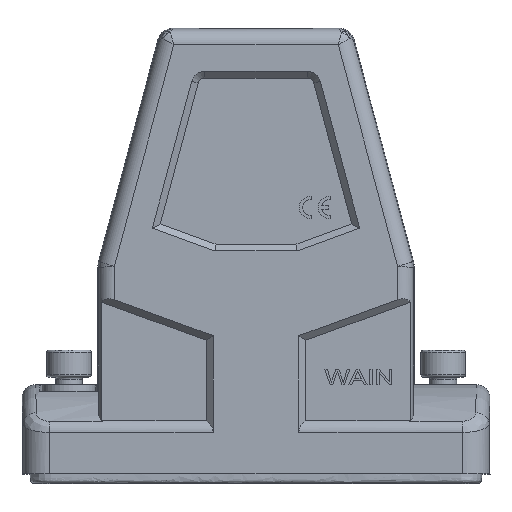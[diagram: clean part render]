
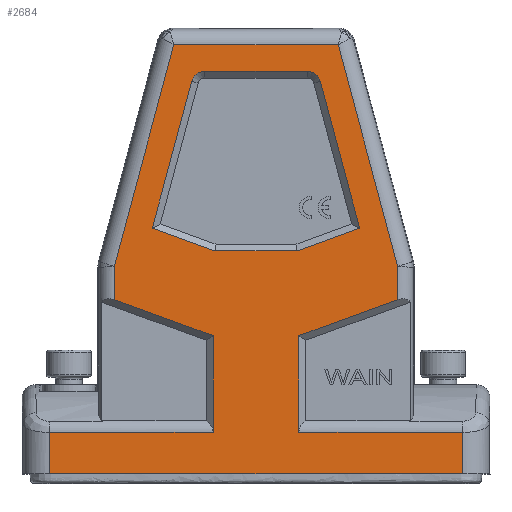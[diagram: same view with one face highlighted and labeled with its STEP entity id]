
A CAD part, top view. The second image highlights one B-rep face of the part: STEP entity #2684.
In plain terms, the highlighted planar face has unit normal (0, 0, 1).
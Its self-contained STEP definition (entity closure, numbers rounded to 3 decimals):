
#450=B_SPLINE_CURVE_WITH_KNOTS('',3,(#19218,#19219,#19220,#19221),
 .UNSPECIFIED.,.F.,.F.,(4,4),(0.,1.),.UNSPECIFIED.);
#454=B_SPLINE_CURVE_WITH_KNOTS('',3,(#19252,#19253,#19254,#19255),
 .UNSPECIFIED.,.F.,.F.,(4,4),(0.,1.),.UNSPECIFIED.);
#486=B_SPLINE_CURVE_WITH_KNOTS('',3,(#19663,#19664,#19665,#19666),
 .UNSPECIFIED.,.F.,.F.,(4,4),(0.,1.),.UNSPECIFIED.);
#488=B_SPLINE_CURVE_WITH_KNOTS('',3,(#19712,#19713,#19714,#19715),
 .UNSPECIFIED.,.F.,.F.,(4,4),(0.,1.),.UNSPECIFIED.);
#495=B_SPLINE_CURVE_WITH_KNOTS('',3,(#19830,#19831,#19832,#19833),
 .UNSPECIFIED.,.F.,.F.,(4,4),(0.,1.),.UNSPECIFIED.);
#499=B_SPLINE_CURVE_WITH_KNOTS('',3,(#19854,#19855,#19856,#19857),
 .UNSPECIFIED.,.F.,.F.,(4,4),(0.,1.),.UNSPECIFIED.);
#500=B_SPLINE_CURVE_WITH_KNOTS('',3,(#19879,#19880,#19881,#19882),
 .UNSPECIFIED.,.F.,.F.,(4,4),(0.,1.),.UNSPECIFIED.);
#1279=LINE('',#18237,#1822);
#1280=LINE('',#18239,#1823);
#1287=LINE('',#18388,#1830);
#1289=LINE('',#18498,#1832);
#1300=LINE('',#18716,#1843);
#1405=LINE('',#19216,#1948);
#1430=LINE('',#19640,#1973);
#1431=LINE('',#19726,#1974);
#1462=LINE('',#19866,#2005);
#1463=LINE('',#19868,#2006);
#1467=LINE('',#19875,#2010);
#1469=LINE('',#19884,#2012);
#1470=LINE('',#19886,#2013);
#1822=VECTOR('',#9778,1.);
#1823=VECTOR('',#9781,1.);
#1830=VECTOR('',#9808,1.);
#1832=VECTOR('',#9818,1.);
#1843=VECTOR('',#9865,1.);
#1948=VECTOR('',#10074,1.);
#1973=VECTOR('',#10157,1.);
#1974=VECTOR('',#10166,1.);
#2005=VECTOR('',#10259,1.);
#2006=VECTOR('',#10262,1.);
#2010=VECTOR('',#10268,1.);
#2012=VECTOR('',#10276,1.);
#2013=VECTOR('',#10277,1.);
#2684=ADVANCED_FACE('',(#2984,#2985),#2901,.T.);
#2901=PLANE('',#8495);
#2984=FACE_BOUND('',#3485,.T.);
#2985=FACE_BOUND('',#3486,.T.);
#3485=EDGE_LOOP('',(#5677,#5678,#5679,#5680,#5681,#5682,#5683,#5684));
#3486=EDGE_LOOP('',(#5685,#5686,#5687,#5688,#5689,#5690,#5691,#5692,#5693,
#5694,#5695,#5696,#5697,#5698));
#5677=ORIENTED_EDGE('',*,*,#7605,.F.);
#5678=ORIENTED_EDGE('',*,*,#7608,.T.);
#5679=ORIENTED_EDGE('',*,*,#7611,.F.);
#5680=ORIENTED_EDGE('',*,*,#7614,.T.);
#5681=ORIENTED_EDGE('',*,*,#7623,.F.);
#5682=ORIENTED_EDGE('',*,*,#7619,.T.);
#5683=ORIENTED_EDGE('',*,*,#7618,.T.);
#5684=ORIENTED_EDGE('',*,*,#7625,.T.);
#5685=ORIENTED_EDGE('',*,*,#7563,.T.);
#5686=ORIENTED_EDGE('',*,*,#7561,.T.);
#5687=ORIENTED_EDGE('',*,*,#7558,.F.);
#5688=ORIENTED_EDGE('',*,*,#7498,.T.);
#5689=ORIENTED_EDGE('',*,*,#7493,.T.);
#5690=ORIENTED_EDGE('',*,*,#7492,.F.);
#5691=ORIENTED_EDGE('',*,*,#7626,.F.);
#5692=ORIENTED_EDGE('',*,*,#7627,.T.);
#5693=ORIENTED_EDGE('',*,*,#7348,.F.);
#5694=ORIENTED_EDGE('',*,*,#7317,.T.);
#5695=ORIENTED_EDGE('',*,*,#7306,.F.);
#5696=ORIENTED_EDGE('',*,*,#7284,.T.);
#5697=ORIENTED_EDGE('',*,*,#7283,.T.);
#5698=ORIENTED_EDGE('',*,*,#7565,.F.);
#6285=VERTEX_POINT('',#18234);
#6286=VERTEX_POINT('',#18236);
#6287=VERTEX_POINT('',#18240);
#6300=VERTEX_POINT('',#18389);
#6304=VERTEX_POINT('',#18491);
#6319=VERTEX_POINT('',#18717);
#6413=VERTEX_POINT('',#19213);
#6414=VERTEX_POINT('',#19215);
#6415=VERTEX_POINT('',#19222);
#6419=VERTEX_POINT('',#19256);
#6456=VERTEX_POINT('',#19641);
#6457=VERTEX_POINT('',#19662);
#6458=VERTEX_POINT('',#19716);
#6483=VERTEX_POINT('',#19806);
#6486=VERTEX_POINT('',#19817);
#6488=VERTEX_POINT('',#19829);
#6490=VERTEX_POINT('',#19844);
#6492=VERTEX_POINT('',#19853);
#6493=VERTEX_POINT('',#19860);
#6496=VERTEX_POINT('',#19865);
#6497=VERTEX_POINT('',#19869);
#6499=VERTEX_POINT('',#19885);
#7283=EDGE_CURVE('',#6285,#6286,#1279,.T.);
#7284=EDGE_CURVE('',#6287,#6285,#1280,.T.);
#7306=EDGE_CURVE('',#6287,#6300,#1287,.T.);
#7317=EDGE_CURVE('',#6304,#6300,#1289,.T.);
#7348=EDGE_CURVE('',#6304,#6319,#1300,.T.);
#7492=EDGE_CURVE('',#6414,#6413,#1405,.T.);
#7493=EDGE_CURVE('',#6415,#6413,#450,.T.);
#7498=EDGE_CURVE('',#6419,#6415,#454,.T.);
#7558=EDGE_CURVE('',#6419,#6456,#1430,.T.);
#7561=EDGE_CURVE('',#6457,#6456,#486,.T.);
#7563=EDGE_CURVE('',#6458,#6457,#488,.T.);
#7565=EDGE_CURVE('',#6458,#6286,#1431,.T.);
#7605=EDGE_CURVE('',#6486,#6483,#7874,.T.);
#7608=EDGE_CURVE('',#6486,#6488,#495,.T.);
#7611=EDGE_CURVE('',#6490,#6488,#7875,.T.);
#7614=EDGE_CURVE('',#6490,#6492,#499,.T.);
#7618=EDGE_CURVE('',#6493,#6496,#1462,.T.);
#7619=EDGE_CURVE('',#6497,#6493,#1463,.T.);
#7623=EDGE_CURVE('',#6497,#6492,#1467,.T.);
#7625=EDGE_CURVE('',#6496,#6483,#500,.T.);
#7626=EDGE_CURVE('',#6499,#6414,#1469,.T.);
#7627=EDGE_CURVE('',#6499,#6319,#1470,.T.);
#7874=CIRCLE('',#8484,3.);
#7875=CIRCLE('',#8487,3.);
#8484=AXIS2_PLACEMENT_3D('',#19818,#10243,#10244);
#8487=AXIS2_PLACEMENT_3D('',#19845,#10249,#10250);
#8495=AXIS2_PLACEMENT_3D('',#19887,#10278,#10279);
#9778=DIRECTION('',(0.94,-0.342,0.));
#9781=DIRECTION('',(0.,-1.,0.));
#9808=DIRECTION('',(0.259,0.966,0.));
#9818=DIRECTION('',(-1.,0.,0.));
#9865=DIRECTION('',(0.259,-0.966,0.));
#10074=DIRECTION('',(0.,-1.,0.));
#10157=DIRECTION('',(-1.,0.,0.));
#10166=DIRECTION('',(0.,1.,0.));
#10243=DIRECTION('',(0.,0.,1.));
#10244=DIRECTION('',(0.,1.,0.));
#10249=DIRECTION('',(0.,0.,1.));
#10250=DIRECTION('',(0.966,0.259,0.));
#10259=DIRECTION('',(-0.94,0.342,0.));
#10262=DIRECTION('',(-1.,0.,0.));
#10268=DIRECTION('',(0.94,0.342,0.));
#10276=DIRECTION('',(-0.94,-0.342,0.));
#10277=DIRECTION('',(0.,1.,0.));
#10278=DIRECTION('',(0.,0.,1.));
#10279=DIRECTION('',(1.,0.,0.));
#18234=CARTESIAN_POINT('',(-31.782,39.052,28.5));
#18236=CARTESIAN_POINT('',(-9.621,30.986,28.5));
#18237=CARTESIAN_POINT('',(-31.782,39.052,28.5));
#18239=CARTESIAN_POINT('',(-31.782,46.51,28.5));
#18240=CARTESIAN_POINT('',(-31.782,46.51,28.5));
#18388=CARTESIAN_POINT('',(-31.782,46.51,28.5));
#18389=CARTESIAN_POINT('',(-18.446,96.282,28.5));
#18491=CARTESIAN_POINT('',(18.446,96.282,28.5));
#18498=CARTESIAN_POINT('',(18.446,96.282,28.5));
#18716=CARTESIAN_POINT('',(18.446,96.282,28.5));
#18717=CARTESIAN_POINT('',(31.782,46.51,28.5));
#19213=CARTESIAN_POINT('',(9.621,9.285,28.5));
#19215=CARTESIAN_POINT('',(9.621,30.986,28.5));
#19216=CARTESIAN_POINT('',(9.621,30.986,28.5));
#19218=CARTESIAN_POINT('',(46.303,9.285,28.5));
#19219=CARTESIAN_POINT('',(34.076,9.285,28.5));
#19220=CARTESIAN_POINT('',(21.849,9.285,28.5));
#19221=CARTESIAN_POINT('',(9.621,9.285,28.5));
#19222=CARTESIAN_POINT('',(46.303,9.285,28.5));
#19252=CARTESIAN_POINT('',(46.303,0.,28.5));
#19253=CARTESIAN_POINT('',(46.303,3.095,28.5));
#19254=CARTESIAN_POINT('',(46.303,6.19,28.5));
#19255=CARTESIAN_POINT('',(46.303,9.285,28.5));
#19256=CARTESIAN_POINT('',(46.303,0.,28.5));
#19640=CARTESIAN_POINT('',(46.303,0.,28.5));
#19641=CARTESIAN_POINT('',(-46.303,0.,28.5));
#19662=CARTESIAN_POINT('',(-46.303,9.285,28.5));
#19663=CARTESIAN_POINT('',(-46.303,9.285,28.5));
#19664=CARTESIAN_POINT('',(-46.303,6.19,28.5));
#19665=CARTESIAN_POINT('',(-46.303,3.095,28.5));
#19666=CARTESIAN_POINT('',(-46.303,0.,28.5));
#19712=CARTESIAN_POINT('',(-9.621,9.285,28.5));
#19713=CARTESIAN_POINT('',(-21.849,9.285,28.5));
#19714=CARTESIAN_POINT('',(-34.076,9.285,28.5));
#19715=CARTESIAN_POINT('',(-46.303,9.285,28.5));
#19716=CARTESIAN_POINT('',(-9.621,9.285,28.5));
#19726=CARTESIAN_POINT('',(-9.621,9.285,28.5));
#19806=CARTESIAN_POINT('',(-14.437,88.059,28.5));
#19817=CARTESIAN_POINT('',(-11.54,90.282,28.5));
#19818=CARTESIAN_POINT('',(-11.54,87.282,28.5));
#19829=CARTESIAN_POINT('',(11.54,90.282,28.5));
#19830=CARTESIAN_POINT('',(-11.54,90.282,28.5));
#19831=CARTESIAN_POINT('',(-3.847,90.282,28.5));
#19832=CARTESIAN_POINT('',(3.847,90.282,28.5));
#19833=CARTESIAN_POINT('',(11.54,90.282,28.5));
#19844=CARTESIAN_POINT('',(14.437,88.059,28.5));
#19845=CARTESIAN_POINT('',(11.54,87.282,28.5));
#19853=CARTESIAN_POINT('',(23.266,55.107,28.5));
#19854=CARTESIAN_POINT('',(14.437,88.059,28.5));
#19855=CARTESIAN_POINT('',(17.38,77.075,28.5));
#19856=CARTESIAN_POINT('',(20.323,66.091,28.5));
#19857=CARTESIAN_POINT('',(23.266,55.107,28.5));
#19860=CARTESIAN_POINT('',(-9.234,50.,28.5));
#19865=CARTESIAN_POINT('',(-23.266,55.107,28.5));
#19866=CARTESIAN_POINT('',(-9.234,50.,28.5));
#19868=CARTESIAN_POINT('',(9.234,50.,28.5));
#19869=CARTESIAN_POINT('',(9.234,50.,28.5));
#19875=CARTESIAN_POINT('',(9.234,50.,28.5));
#19879=CARTESIAN_POINT('',(-23.266,55.107,28.5));
#19880=CARTESIAN_POINT('',(-20.323,66.091,28.5));
#19881=CARTESIAN_POINT('',(-17.38,77.075,28.5));
#19882=CARTESIAN_POINT('',(-14.437,88.059,28.5));
#19884=CARTESIAN_POINT('',(31.782,39.052,28.5));
#19885=CARTESIAN_POINT('',(31.782,39.052,28.5));
#19886=CARTESIAN_POINT('',(31.782,39.052,28.5));
#19887=CARTESIAN_POINT('',(0.,0.,28.5));
